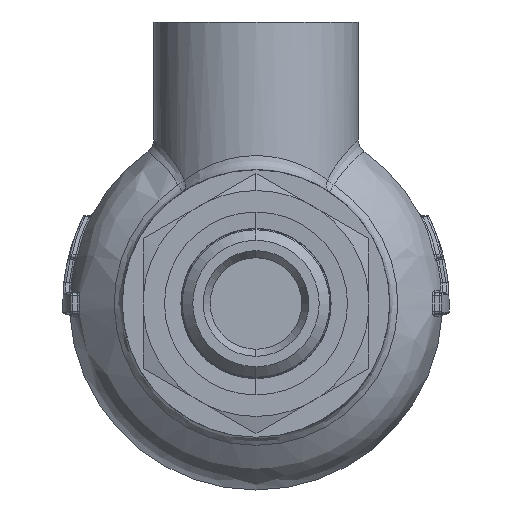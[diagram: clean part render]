
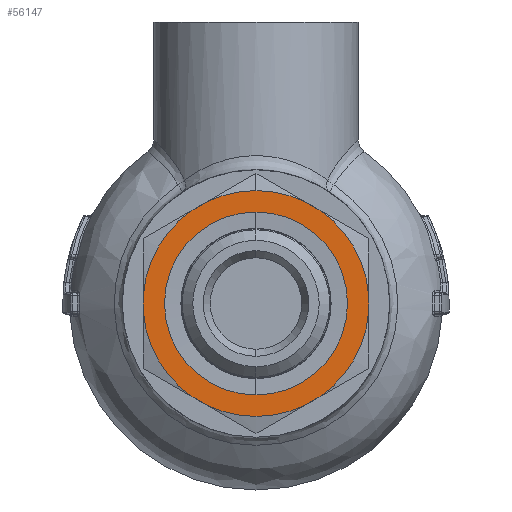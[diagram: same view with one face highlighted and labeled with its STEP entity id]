
A CAD part, front view. The second image highlights one B-rep face of the part: STEP entity #56147.
In plain terms, the highlighted planar face has unit normal (0, -1, 0).
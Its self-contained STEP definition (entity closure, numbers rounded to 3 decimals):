
#164 = EDGE_CURVE ( 'NONE', #29897, #66526, #18461, .T. ) ;
#272 = DIRECTION ( 'NONE',  ( 0., 0., 1. ) ) ;
#694 = EDGE_CURVE ( 'NONE', #36864, #14077, #68199, .T. ) ;
#1228 = ORIENTED_EDGE ( 'NONE', *, *, #20830, .F. ) ;
#1327 = EDGE_CURVE ( 'NONE', #66526, #29897, #15882, .T. ) ;
#1362 = DIRECTION ( 'NONE',  ( 0., 0., 1. ) ) ;
#2275 = CARTESIAN_POINT ( 'NONE',  ( 16., -12.5, 9.238 ) ) ;
#2731 = EDGE_CURVE ( 'NONE', #25210, #35062, #31611, .T. ) ;
#2764 = VERTEX_POINT ( 'NONE', #24448 ) ;
#3006 = AXIS2_PLACEMENT_3D ( 'NONE', #13140, #13366, #18703 ) ;
#3898 = CARTESIAN_POINT ( 'NONE',  ( 0., -12.5, 0. ) ) ;
#5689 = CARTESIAN_POINT ( 'NONE',  ( -16., -12.5, -1.266 ) ) ;
#5729 = CARTESIAN_POINT ( 'NONE',  ( 0., -12.5, 16.05 ) ) ;
#6268 = DIRECTION ( 'NONE',  ( 0., 1., 0. ) ) ;
#6444 = VERTEX_POINT ( 'NONE', #15247 ) ;
#6561 = DIRECTION ( 'NONE',  ( -0.866, 0., 0.5 ) ) ;
#6832 = CARTESIAN_POINT ( 'NONE',  ( 0., -12.5, 0. ) ) ;
#9241 = DIRECTION ( 'NONE',  ( 0., 0., 1. ) ) ;
#11160 = CARTESIAN_POINT ( 'NONE',  ( 0., -12.5, 0. ) ) ;
#11411 = ORIENTED_EDGE ( 'NONE', *, *, #50028, .F. ) ;
#11545 = ORIENTED_EDGE ( 'NONE', *, *, #33475, .T. ) ;
#12643 = VECTOR ( 'NONE', #50917, 1000. ) ;
#13140 = CARTESIAN_POINT ( 'NONE',  ( 0., -12.5, 13. ) ) ;
#13366 = DIRECTION ( 'NONE',  ( 0., -1., 0. ) ) ;
#14077 = VERTEX_POINT ( 'NONE', #64720 ) ;
#14258 = DIRECTION ( 'NONE',  ( 0.866, 0., -0.5 ) ) ;
#14479 = AXIS2_PLACEMENT_3D ( 'NONE', #59100, #48634, #53497 ) ;
#15007 = EDGE_CURVE ( 'NONE', #35062, #64116, #43781, .T. ) ;
#15032 = CARTESIAN_POINT ( 'NONE',  ( 0., -12.5, 13. ) ) ;
#15247 = CARTESIAN_POINT ( 'NONE',  ( 16., -12.5, -1.266 ) ) ;
#15540 = CARTESIAN_POINT ( 'NONE',  ( 16., -12.5, -9.238 ) ) ;
#15882 = CIRCLE ( 'NONE', #18315, 13. ) ;
#15905 = AXIS2_PLACEMENT_3D ( 'NONE', #17108, #58861, #1362 ) ;
#16880 = CIRCLE ( 'NONE', #62250, 16.05 ) ;
#17108 = CARTESIAN_POINT ( 'NONE',  ( 0., -12.5, 0. ) ) ;
#17809 = VECTOR ( 'NONE', #35792, 1000. ) ;
#17952 = FACE_BOUND ( 'NONE', #62312, .T. ) ;
#17970 = ORIENTED_EDGE ( 'NONE', *, *, #164, .T. ) ;
#18101 = ORIENTED_EDGE ( 'NONE', *, *, #24729, .T. ) ;
#18315 = AXIS2_PLACEMENT_3D ( 'NONE', #3898, #24963, #9241 ) ;
#18461 = CIRCLE ( 'NONE', #43603, 13. ) ;
#18703 = DIRECTION ( 'NONE',  ( 0., 0., -1. ) ) ;
#18983 = EDGE_CURVE ( 'NONE', #31798, #54450, #32844, .T. ) ;
#20830 = EDGE_CURVE ( 'NONE', #34135, #21200, #32680, .T. ) ;
#21200 = VERTEX_POINT ( 'NONE', #26312 ) ;
#21357 = CARTESIAN_POINT ( 'NONE',  ( 0., -12.5, 0. ) ) ;
#21930 = VECTOR ( 'NONE', #63546, 1000. ) ;
#22401 = DIRECTION ( 'NONE',  ( 0., 0., 1. ) ) ;
#23759 = EDGE_CURVE ( 'NONE', #64116, #6444, #27522, .T. ) ;
#24150 = CIRCLE ( 'NONE', #15905, 16.05 ) ;
#24448 = CARTESIAN_POINT ( 'NONE',  ( -9.096, -12.5, -13.223 ) ) ;
#24685 = CARTESIAN_POINT ( 'NONE',  ( 0., -12.5, -13. ) ) ;
#24729 = EDGE_CURVE ( 'NONE', #25210, #36864, #45742, .T. ) ;
#24901 = AXIS2_PLACEMENT_3D ( 'NONE', #21357, #31994, #272 ) ;
#24954 = CARTESIAN_POINT ( 'NONE',  ( 0., -12.5, 0. ) ) ;
#24963 = DIRECTION ( 'NONE',  ( 0., 1., 0. ) ) ;
#25151 = CARTESIAN_POINT ( 'NONE',  ( -16., -12.5, 9.238 ) ) ;
#25210 = VERTEX_POINT ( 'NONE', #64732 ) ;
#26312 = CARTESIAN_POINT ( 'NONE',  ( 6.904, -12.5, -14.489 ) ) ;
#27202 = DIRECTION ( 'NONE',  ( 0., 0., 1. ) ) ;
#27328 = AXIS2_PLACEMENT_3D ( 'NONE', #38389, #32105, #22401 ) ;
#27522 = LINE ( 'NONE', #2275, #12643 ) ;
#28330 = CARTESIAN_POINT ( 'NONE',  ( -16., -12.5, 1.266 ) ) ;
#29683 = CARTESIAN_POINT ( 'NONE',  ( -9.096, -12.5, 13.223 ) ) ;
#29797 = DIRECTION ( 'NONE',  ( 0., 1., 0. ) ) ;
#29897 = VERTEX_POINT ( 'NONE', #15032 ) ;
#30216 = ORIENTED_EDGE ( 'NONE', *, *, #61578, .T. ) ;
#30437 = ORIENTED_EDGE ( 'NONE', *, *, #23759, .F. ) ;
#31611 = LINE ( 'NONE', #65798, #37402 ) ;
#31798 = VERTEX_POINT ( 'NONE', #5689 ) ;
#31994 = DIRECTION ( 'NONE',  ( 0., -1., 0. ) ) ;
#32003 = CIRCLE ( 'NONE', #14479, 16.05 ) ;
#32105 = DIRECTION ( 'NONE',  ( 0., -1., 0. ) ) ;
#32524 = DIRECTION ( 'NONE',  ( 0., 0., 1. ) ) ;
#32680 = LINE ( 'NONE', #15540, #21930 ) ;
#32844 = LINE ( 'NONE', #64368, #33643 ) ;
#33475 = EDGE_CURVE ( 'NONE', #31798, #2764, #68116, .T. ) ;
#33643 = VECTOR ( 'NONE', #32524, 1000. ) ;
#33701 = FACE_OUTER_BOUND ( 'NONE', #43370, .T. ) ;
#34135 = VERTEX_POINT ( 'NONE', #34335 ) ;
#34335 = CARTESIAN_POINT ( 'NONE',  ( 9.096, -12.5, -13.223 ) ) ;
#35062 = VERTEX_POINT ( 'NONE', #57942 ) ;
#35792 = DIRECTION ( 'NONE',  ( 0.866, 0., 0.5 ) ) ;
#36864 = VERTEX_POINT ( 'NONE', #5729 ) ;
#36923 = ORIENTED_EDGE ( 'NONE', *, *, #50874, .F. ) ;
#37402 = VECTOR ( 'NONE', #14258, 1000. ) ;
#37547 = DIRECTION ( 'NONE',  ( 0., 0., 1. ) ) ;
#38389 = CARTESIAN_POINT ( 'NONE',  ( 0., -12.5, 0. ) ) ;
#40006 = PLANE ( 'NONE',  #3006 ) ;
#40848 = AXIS2_PLACEMENT_3D ( 'NONE', #6832, #43913, #27202 ) ;
#41299 = ORIENTED_EDGE ( 'NONE', *, *, #49019, .T. ) ;
#41345 = VERTEX_POINT ( 'NONE', #29683 ) ;
#43370 = EDGE_LOOP ( 'NONE', ( #11545, #11411, #30216, #1228, #45529, #30437, #43720, #54256, #18101, #63175, #36923, #41299, #43552 ) ) ;
#43552 = ORIENTED_EDGE ( 'NONE', *, *, #18983, .F. ) ;
#43603 = AXIS2_PLACEMENT_3D ( 'NONE', #24954, #29797, #66287 ) ;
#43720 = ORIENTED_EDGE ( 'NONE', *, *, #15007, .F. ) ;
#43781 = CIRCLE ( 'NONE', #50810, 16.05 ) ;
#43868 = CARTESIAN_POINT ( 'NONE',  ( 0., -12.5, -18.475 ) ) ;
#43913 = DIRECTION ( 'NONE',  ( 0., -1., 0. ) ) ;
#45529 = ORIENTED_EDGE ( 'NONE', *, *, #52168, .T. ) ;
#45742 = CIRCLE ( 'NONE', #40848, 16.05 ) ;
#46087 = DIRECTION ( 'NONE',  ( 0., -1., 0. ) ) ;
#46547 = DIRECTION ( 'NONE',  ( 0., 0., 1. ) ) ;
#48634 = DIRECTION ( 'NONE',  ( 0., -1., 0. ) ) ;
#49019 = EDGE_CURVE ( 'NONE', #41345, #54450, #32003, .T. ) ;
#49270 = CARTESIAN_POINT ( 'NONE',  ( -6.904, -12.5, -14.489 ) ) ;
#49631 = CARTESIAN_POINT ( 'NONE',  ( 16., -12.5, 1.266 ) ) ;
#50028 = EDGE_CURVE ( 'NONE', #54069, #2764, #56884, .T. ) ;
#50810 = AXIS2_PLACEMENT_3D ( 'NONE', #11160, #6268, #37547 ) ;
#50874 = EDGE_CURVE ( 'NONE', #41345, #14077, #63477, .T. ) ;
#50917 = DIRECTION ( 'NONE',  ( 0., 0., -1. ) ) ;
#51031 = ORIENTED_EDGE ( 'NONE', *, *, #1327, .T. ) ;
#52168 = EDGE_CURVE ( 'NONE', #34135, #6444, #16880, .T. ) ;
#53497 = DIRECTION ( 'NONE',  ( -1., 0., 0. ) ) ;
#54069 = VERTEX_POINT ( 'NONE', #49270 ) ;
#54256 = ORIENTED_EDGE ( 'NONE', *, *, #2731, .F. ) ;
#54450 = VERTEX_POINT ( 'NONE', #28330 ) ;
#56147 = ADVANCED_FACE ( 'NONE', ( #33701, #17952 ), #40006, .T. ) ;
#56884 = LINE ( 'NONE', #43868, #66874 ) ;
#57942 = CARTESIAN_POINT ( 'NONE',  ( 9.096, -12.5, 13.223 ) ) ;
#58861 = DIRECTION ( 'NONE',  ( 0., -1., 0. ) ) ;
#59100 = CARTESIAN_POINT ( 'NONE',  ( 0., -12.5, 0. ) ) ;
#61578 = EDGE_CURVE ( 'NONE', #54069, #21200, #24150, .T. ) ;
#62250 = AXIS2_PLACEMENT_3D ( 'NONE', #67004, #46087, #46547 ) ;
#62312 = EDGE_LOOP ( 'NONE', ( #17970, #51031 ) ) ;
#63175 = ORIENTED_EDGE ( 'NONE', *, *, #694, .T. ) ;
#63477 = LINE ( 'NONE', #25151, #17809 ) ;
#63546 = DIRECTION ( 'NONE',  ( -0.866, 0., -0.5 ) ) ;
#64116 = VERTEX_POINT ( 'NONE', #49631 ) ;
#64368 = CARTESIAN_POINT ( 'NONE',  ( -16., -12.5, -9.238 ) ) ;
#64720 = CARTESIAN_POINT ( 'NONE',  ( -6.904, -12.5, 14.489 ) ) ;
#64732 = CARTESIAN_POINT ( 'NONE',  ( 6.904, -12.5, 14.489 ) ) ;
#65798 = CARTESIAN_POINT ( 'NONE',  ( 0., -12.5, 18.475 ) ) ;
#66287 = DIRECTION ( 'NONE',  ( 0., 0., 1. ) ) ;
#66526 = VERTEX_POINT ( 'NONE', #24685 ) ;
#66874 = VECTOR ( 'NONE', #6561, 1000. ) ;
#67004 = CARTESIAN_POINT ( 'NONE',  ( 0., -12.5, 0. ) ) ;
#68116 = CIRCLE ( 'NONE', #27328, 16.05 ) ;
#68199 = CIRCLE ( 'NONE', #24901, 16.05 ) ;
